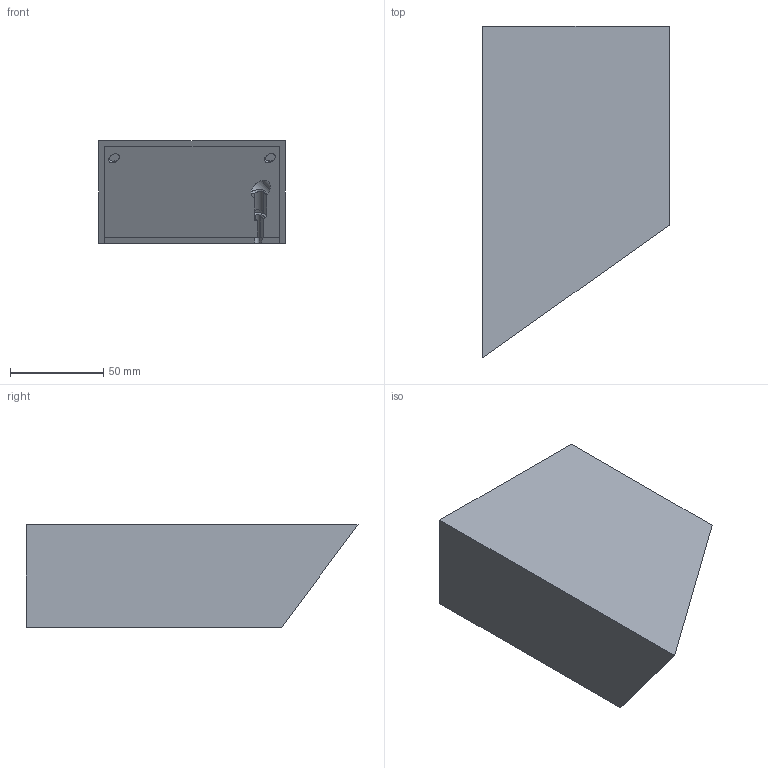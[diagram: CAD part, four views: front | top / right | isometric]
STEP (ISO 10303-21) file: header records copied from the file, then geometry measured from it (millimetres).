
FILE_DESCRIPTION(('STEP AP214'),'1');
FILE_NAME('Sinking Clock 3.stp','2023-07-18T23:57:06',(' '),(' '),'Spatial InterOp 3D',' ',' ');
FILE_SCHEMA(('AUTOMOTIVE_DESIGN { 1 0 10303 214 1 1 1 1 }'));
Length unit declared in the file: millimetre
Products named in the file (1): 1
Bounding box: 100 x 178.47 x 55 mm (x, y, z)
Volume: 278419.5 mm3; surface area: 269831 mm2
Topology: 24 solids, 25 shells, 773 faces, 2076 edges, 1369 vertices
Faces by surface type: plane 503, cylinder 188, cone 51, torus 18, bspline 13
Entity records: 32611 total; most frequent: CARTESIAN_POINT 6753, DIRECTION 4185, ORIENTED_EDGE 4148, EDGE_CURVE 2074, LINE 1491, VECTOR 1491, VERTEX_POINT 1368, AXIS2_PLACEMENT_3D 1347
